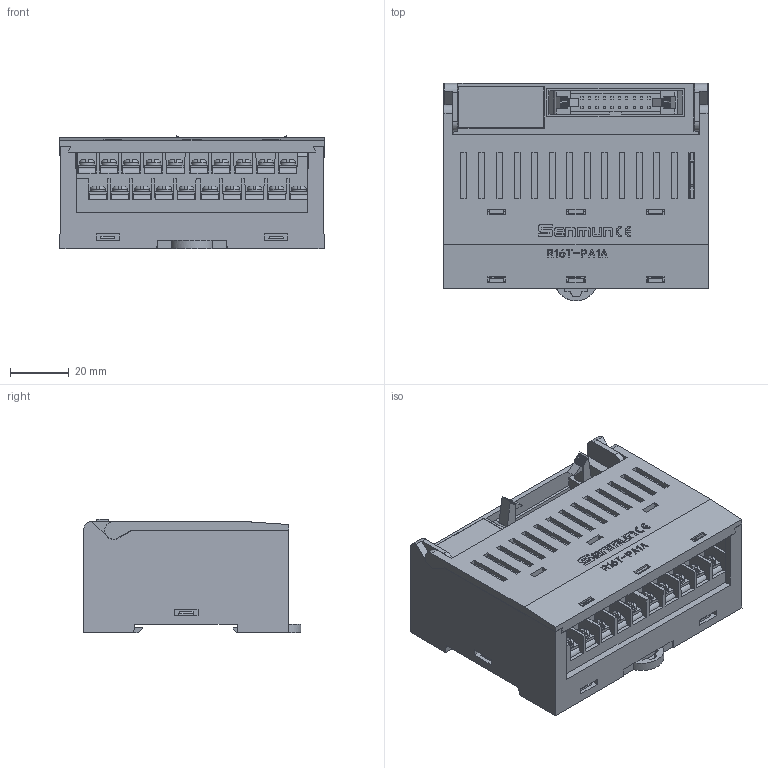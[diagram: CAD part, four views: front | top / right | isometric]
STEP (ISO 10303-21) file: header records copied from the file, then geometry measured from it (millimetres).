
FILE_DESCRIPTION(/* description */ (''),/* implementation_level */ '2;1');
FILE_NAME(/* name */ 'R16T-PA1A.stp',/* time_stamp */ '2024-08-14T18:37:56+08:00',/* author */ (''),/* organization */ (''),/* preprocessor_version */ 'ST-DEVELOPER v14',/* originating_system */ 'SIEMENS PLM Software NX 8.0',/* authorisation */ '');
FILE_SCHEMA (('AUTOMOTIVE_DESIGN { 1 0 10303 214 3 1 1 1 }'));
Length unit declared in the file: millimetre
Products named in the file (1): Admi089C3F336pge
Bounding box: 90 x 74.1 x 38.8 mm (x, y, z)
Volume: 157907.3 mm3; surface area: 55111.6 mm2
Topology: 1 solids, 2 shells, 1623 faces, 4563 edges, 2973 vertices
Faces by surface type: plane 1325, cylinder 208, torus 48, bspline 16, cone 16, extrusion 10
Full cylindrical faces by diameter (mm): 2 x1, 2.1 x1, 3.781 x20, 4.975 x20
Entity records: 53328 total; most frequent: CARTESIAN_POINT 11876, ORIENTED_EDGE 8956, DIRECTION 7976, EDGE_CURVE 4478, VECTOR 3542, LINE 3532, VERTEX_POINT 2931, AXIS2_PLACEMENT_3D 2217
